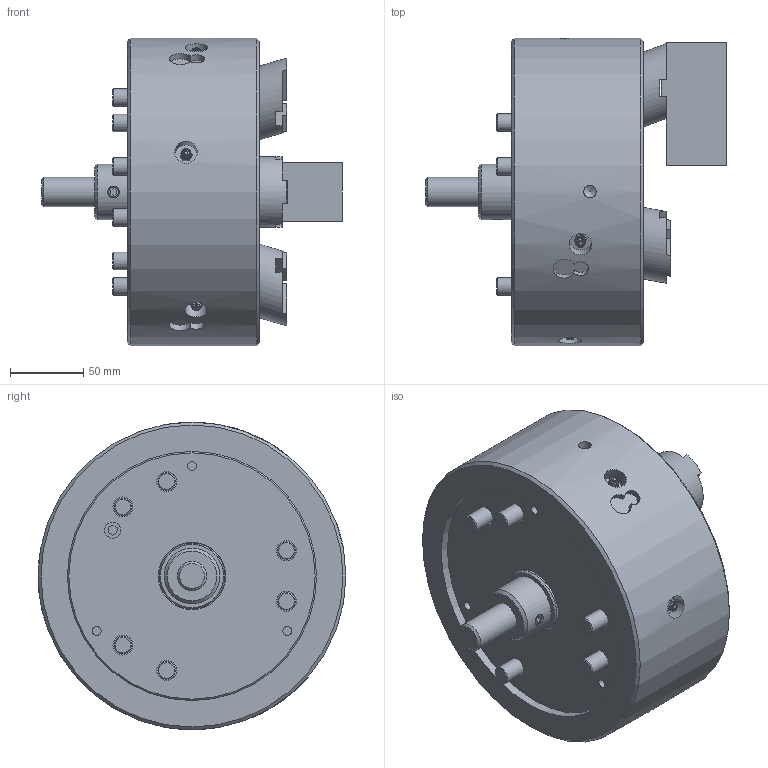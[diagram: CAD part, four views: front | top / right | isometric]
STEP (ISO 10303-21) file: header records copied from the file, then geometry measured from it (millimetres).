
FILE_DESCRIPTION (( 'STEP AP203' ), '1' );
FILE_NAME ('CF-3D-08.STEP', '2018-01-04T06:45:55', ( '' ), ( '' ), 'SwSTEP 2.0', 'SolidWorks 2016', '' );
FILE_SCHEMA (( 'CONFIG_CONTROL_DESIGN' ));
Length unit declared in the file: millimetre
Products named in the file (15): 3D-08-生爪; CF-3D-08-05; M12x25; CF-3P-08連接管螺帽; M5x12; M8x20; socket set screw cup point_am_B18.3.6M - M8 x 1.25 x 8 Hex Socket Type I Cup Pt. SS --N; CF-3D-08-01; CF-3D-08; M12x85; CF-3D-08-02; 3D-3P-08連接管螺栓; CF-3D-08-03; M6黃油嘴; 3D-08-防塵蓋
Assembly tree (25 placements, depth 2):
  CF-3D-08
    CF-3D-08-01
    CF-3D-08-02
    CF-3D-08-03  x3
    3D-08-防塵蓋
    CF-3D-08-05
    CF-3P-08連接管螺帽
    3D-3P-08連接管螺栓
    M6黃油嘴  x4
    3D-08-生爪
    M12x25  x2
    M5x12
    M8x20
    socket set screw cup point_am_B18.3.6M - M8 x 1.25 x 8 Hex Socket Type I Cup Pt. SS --N
    M12x85  x6
Bounding box: 205 x 210 x 210 mm (x, y, z)
Volume: 3060297.7 mm3; surface area: 378754.5 mm2
Topology: 29 solids, 29 shells, 606 faces, 1342 edges, 839 vertices
Faces by surface type: plane 318, cone 139, cylinder 123, torus 14, sphere 12
Full cylindrical faces by diameter (mm): 2.5 x8, 3 x4, 4.2 x4, 5 x3, 5.5 x3, 6 x7, 6.8 x6, 8 x3, 8.5 x3, 9.5 x3, 10.2 x6, 12 x8, 13 x3, 13.5 x12, 15.5 x4, 18 x8, 19 x2, 20 x8, 20.2 x1, 27 x1, 28 x1, 38 x1, 39 x1, 45 x5, 46 x1, 48 x6, 65 x2, 170 x2, 210 x1
Entity records: 10971 total; most frequent: CARTESIAN_POINT 2422, DIRECTION 1458, ORIENTED_EDGE 1058, AXIS2_PLACEMENT_3D 618, EDGE_LOOP 576, EDGE_CURVE 529, FACE_OUTER_BOUND 429, VERTEX_POINT 411
